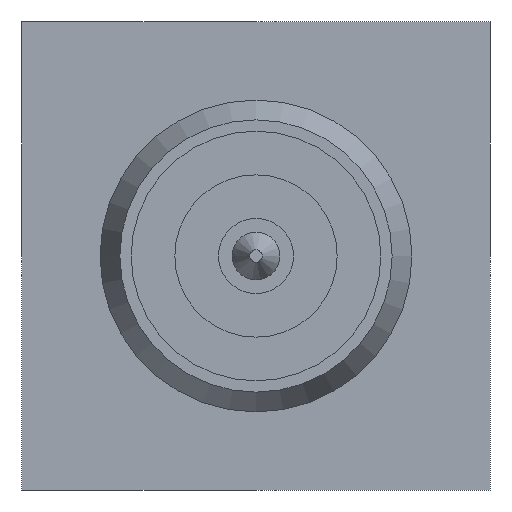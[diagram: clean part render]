
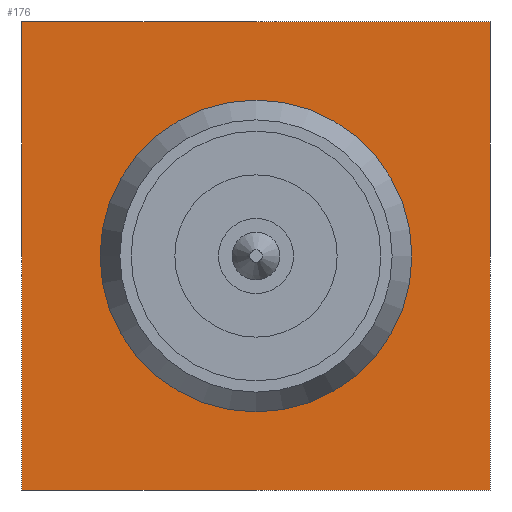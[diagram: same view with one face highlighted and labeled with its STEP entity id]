
A CAD part, left-side view. The second image highlights one B-rep face of the part: STEP entity #176.
In plain terms, the highlighted planar face has unit normal (-1, 0, 0).
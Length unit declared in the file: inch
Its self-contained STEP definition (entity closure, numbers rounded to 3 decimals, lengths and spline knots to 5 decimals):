
#5 = VECTOR ( 'NONE', #886, 39.37008 ) ;
#41 = VERTEX_POINT ( 'NONE', #683 ) ;
#43 = ORIENTED_EDGE ( 'NONE', *, *, #671, .T. ) ;
#88 = FACE_OUTER_BOUND ( 'NONE', #479, .T. ) ;
#103 = CIRCLE ( 'NONE', #1057, 0.05196 ) ;
#136 = ORIENTED_EDGE ( 'NONE', *, *, #218, .T. ) ;
#176 = ADVANCED_FACE ( 'NONE', ( #836, #88 ), #741, .T. ) ;
#218 = EDGE_CURVE ( 'NONE', #1029, #1026, #975, .T. ) ;
#224 = LINE ( 'NONE', #295, #1194 ) ;
#291 = DIRECTION ( 'NONE',  ( 0., 1., 0. ) ) ;
#295 = CARTESIAN_POINT ( 'NONE',  ( 0.20329, -0.078, -0.078 ) ) ;
#298 = DIRECTION ( 'NONE',  ( -1., 0., 0. ) ) ;
#368 = EDGE_CURVE ( 'NONE', #1026, #462, #414, .T. ) ;
#388 = CARTESIAN_POINT ( 'NONE',  ( 0.20329, 0., 0. ) ) ;
#414 = LINE ( 'NONE', #784, #799 ) ;
#460 = VERTEX_POINT ( 'NONE', #726 ) ;
#462 = VERTEX_POINT ( 'NONE', #906 ) ;
#473 = VECTOR ( 'NONE', #926, 39.37008 ) ;
#478 = DIRECTION ( 'NONE',  ( 1., 0., 0. ) ) ;
#479 = EDGE_LOOP ( 'NONE', ( #729, #732, #43, #136 ) ) ;
#514 = CARTESIAN_POINT ( 'NONE',  ( 0.20329, -0.078, -0.078 ) ) ;
#620 = CARTESIAN_POINT ( 'NONE',  ( 0.20329, -0.078, -0.078 ) ) ;
#654 = AXIS2_PLACEMENT_3D ( 'NONE', #755, #298, #291 ) ;
#671 = EDGE_CURVE ( 'NONE', #460, #1029, #224, .T. ) ;
#683 = CARTESIAN_POINT ( 'NONE',  ( 0.20329, 0.05196, 0. ) ) ;
#726 = CARTESIAN_POINT ( 'NONE',  ( 0.20329, 0.078, -0.078 ) ) ;
#729 = ORIENTED_EDGE ( 'NONE', *, *, #368, .T. ) ;
#732 = ORIENTED_EDGE ( 'NONE', *, *, #928, .T. ) ;
#741 = PLANE ( 'NONE',  #654 ) ;
#755 = CARTESIAN_POINT ( 'NONE',  ( 0.20329, 0.05196, 0. ) ) ;
#764 = DIRECTION ( 'NONE',  ( 0., 1., 0. ) ) ;
#784 = CARTESIAN_POINT ( 'NONE',  ( 0.20329, -0.078, 0.078 ) ) ;
#799 = VECTOR ( 'NONE', #1154, 39.37008 ) ;
#836 = FACE_BOUND ( 'NONE', #1014, .T. ) ;
#868 = DIRECTION ( 'NONE',  ( 0., -1., 0. ) ) ;
#886 = DIRECTION ( 'NONE',  ( 0., 0., 1. ) ) ;
#906 = CARTESIAN_POINT ( 'NONE',  ( 0.20329, 0.078, 0.078 ) ) ;
#926 = DIRECTION ( 'NONE',  ( 0., 0., -1. ) ) ;
#928 = EDGE_CURVE ( 'NONE', #462, #460, #999, .T. ) ;
#975 = LINE ( 'NONE', #514, #5 ) ;
#999 = LINE ( 'NONE', #1025, #473 ) ;
#1014 = EDGE_LOOP ( 'NONE', ( #1191 ) ) ;
#1025 = CARTESIAN_POINT ( 'NONE',  ( 0.20329, 0.078, -0.078 ) ) ;
#1026 = VERTEX_POINT ( 'NONE', #1185 ) ;
#1029 = VERTEX_POINT ( 'NONE', #620 ) ;
#1057 = AXIS2_PLACEMENT_3D ( 'NONE', #388, #478, #764 ) ;
#1106 = EDGE_CURVE ( 'NONE', #41, #41, #103, .T. ) ;
#1154 = DIRECTION ( 'NONE',  ( 0., 1., 0. ) ) ;
#1185 = CARTESIAN_POINT ( 'NONE',  ( 0.20329, -0.078, 0.078 ) ) ;
#1191 = ORIENTED_EDGE ( 'NONE', *, *, #1106, .T. ) ;
#1194 = VECTOR ( 'NONE', #868, 39.37008 ) ;
